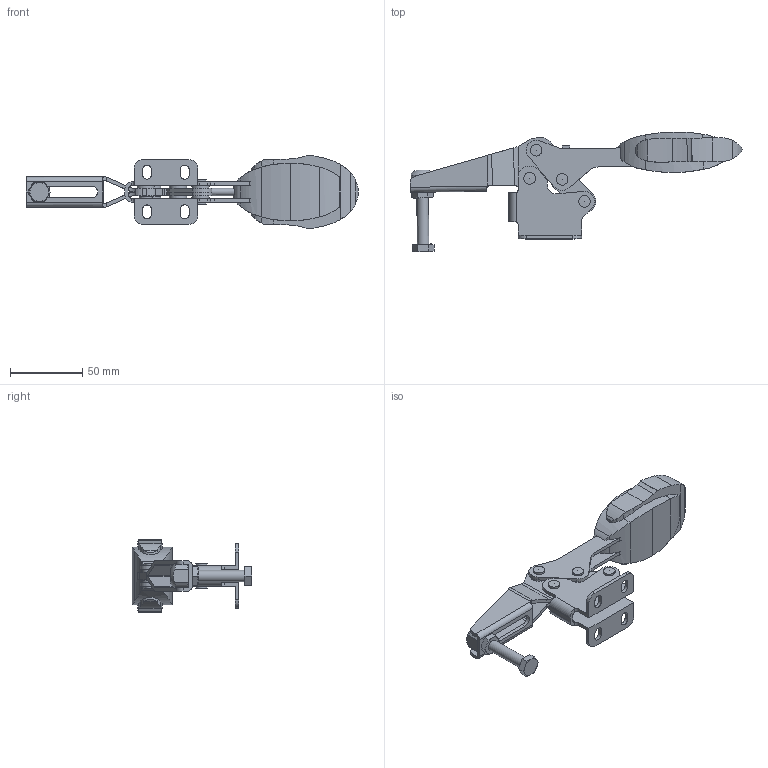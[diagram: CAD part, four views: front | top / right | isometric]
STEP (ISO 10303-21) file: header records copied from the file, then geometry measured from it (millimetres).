
FILE_DESCRIPTION( ( 'STEP AP214' ), '1' );
FILE_NAME( 'K0660.008101 STP.stp', '2020-10-15T07:30:07', ( '' ), ( '' ), ' ', 'PARTsolutions', ' ' );
FILE_SCHEMA( ( 'AUTOMOTIVE_DESIGN { 1 0 10303 214 1 1 1 1 }' ) );
Length unit declared in the file: millimetre
Products named in the file (13): K0660.008101_0; _bbb_fuss_3; _spannarm_bbc_3; _spannhebel_bbd_3; _nieten_AK02008; _griff_sperre_3; _bbo_sicherung_4; _scheibe_drm12; _buchse_m_bund_AK02101; _K0664.08; _M 8_mutter_1; _M 8_45_1; _lasche_bbe_3
Assembly tree (22 placements, depth 2):
  K0660.008101_0
    _bbb_fuss_3
    _spannarm_bbc_3
    _spannhebel_bbd_3
    _nieten_AK02008  x4
    _griff_sperre_3
    _bbo_sicherung_4
    _scheibe_drm12  x4
    _buchse_m_bund_AK02101  x4
    _K0664.08
    _M 8_mutter_1
    _M 8_45_1
    _lasche_bbe_3  x2
Bounding box: 230.18 x 83.02 x 51.1 mm (x, y, z)
Volume: 119009.7 mm3; surface area: 58122.8 mm2
Topology: 22 solids, 22 shells, 455 faces, 1141 edges, 738 vertices
Faces by surface type: cylinder 202, plane 194, cone 50, sphere 9
Full cylindrical faces by diameter (mm): 4 x4, 5 x1, 5.2 x1, 5.5 x1, 6 x16, 6.647 x2, 8 x9, 8.5 x8, 8.6 x4, 9 x10, 11.6 x1, 12 x8
Entity records: 14893 total; most frequent: CARTESIAN_POINT 2747, DIRECTION 1853, ORIENTED_EDGE 1842, EDGE_CURVE 921, AXIS2_PLACEMENT_3D 682, VERTEX_POINT 628, LINE 489, VECTOR 489
